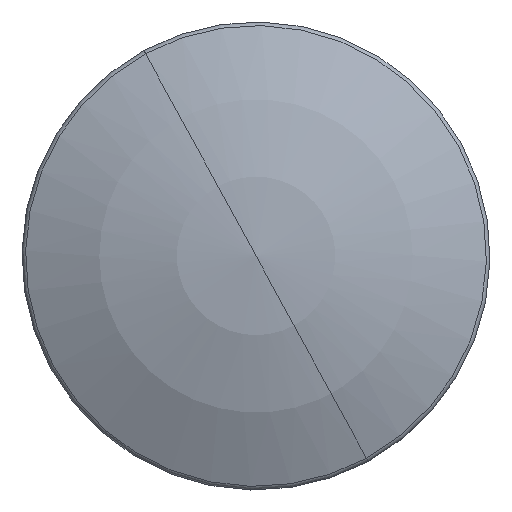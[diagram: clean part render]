
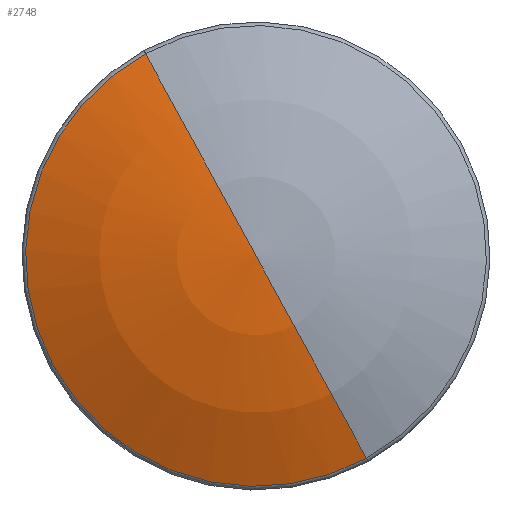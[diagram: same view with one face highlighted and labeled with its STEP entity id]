
A CAD part, top view. The second image highlights one B-rep face of the part: STEP entity #2748.
In plain terms, the highlighted spherical face has radius 80 mm.
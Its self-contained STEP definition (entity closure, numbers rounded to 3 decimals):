
#2717=CARTESIAN_POINT('Axis2P3D Location',(0.,0.,-2.)) ;
#2722=CARTESIAN_POINT('Axis2P3D Location',(0.,0.,-2.)) ;
#2726=CARTESIAN_POINT('Vertex',(16.992,-31.104,69.72)) ;
#2728=CARTESIAN_POINT('Vertex',(0.,0.,78.)) ;
#2731=CARTESIAN_POINT('Axis2P3D Location',(0.,0.,-2.)) ;
#2735=CARTESIAN_POINT('Vertex',(-16.992,31.104,69.72)) ;
#2738=CARTESIAN_POINT('Axis2P3D Location',(0.,0.,69.72)) ;
#2718=DIRECTION('Axis2P3D Direction',(0.,0.,1.)) ;
#2719=DIRECTION('Axis2P3D XDirection',(-0.479,0.878,0.)) ;
#2723=DIRECTION('Axis2P3D Direction',(-0.878,-0.479,0.)) ;
#2732=DIRECTION('Axis2P3D Direction',(0.878,0.479,-0.)) ;
#2739=DIRECTION('Axis2P3D Direction',(0.,0.,1.)) ;
#2720=AXIS2_PLACEMENT_3D('Sphere Axis2P3D',#2717,#2718,#2719) ;
#2724=AXIS2_PLACEMENT_3D('Circle Axis2P3D',#2722,#2723,$) ;
#2733=AXIS2_PLACEMENT_3D('Circle Axis2P3D',#2731,#2732,$) ;
#2740=AXIS2_PLACEMENT_3D('Circle Axis2P3D',#2738,#2739,$) ;
#2725=CIRCLE('generated circle',#2724,80.) ;
#2734=CIRCLE('generated circle',#2733,80.) ;
#2741=CIRCLE('generated circle',#2740,35.443) ;
#2721=SPHERICAL_SURFACE('',#2720,80.) ;
#2730=EDGE_CURVE('',#2727,#2729,#2725,.T.) ;
#2737=EDGE_CURVE('',#2736,#2729,#2734,.T.) ;
#2742=EDGE_CURVE('',#2736,#2727,#2741,.T.) ;
#2744=ORIENTED_EDGE('',*,*,#2730,.T.) ;
#2745=ORIENTED_EDGE('',*,*,#2737,.F.) ;
#2746=ORIENTED_EDGE('',*,*,#2742,.T.) ;
#2743=EDGE_LOOP('',(#2744,#2745,#2746)) ;
#2727=VERTEX_POINT('',#2726) ;
#2729=VERTEX_POINT('',#2728) ;
#2736=VERTEX_POINT('',#2735) ;
#2748=ADVANCED_FACE('PX0076.1\\PartBody',(#2747),#2721,.T.) ;
#2747=FACE_OUTER_BOUND('',#2743,.T.) ;
